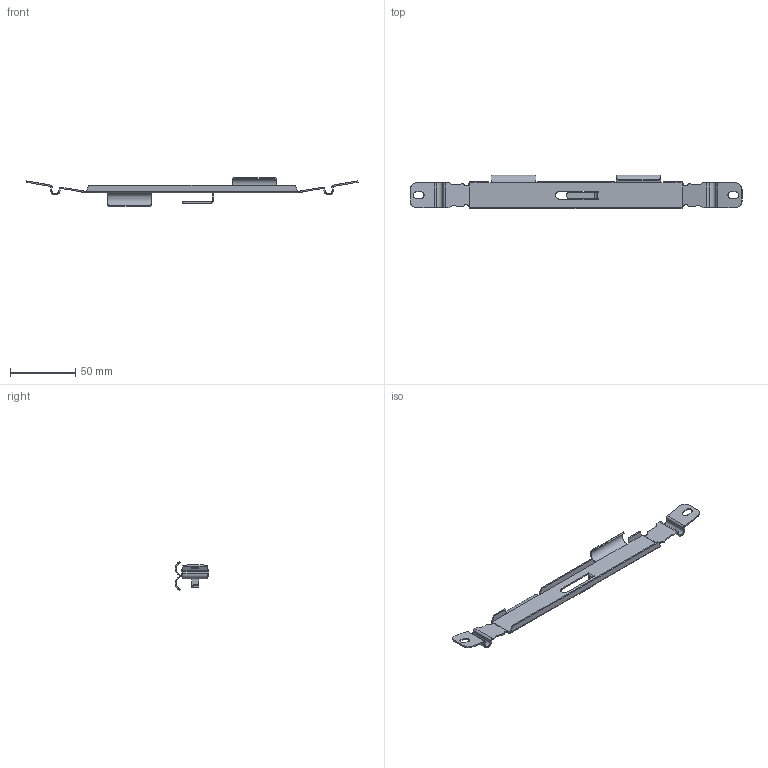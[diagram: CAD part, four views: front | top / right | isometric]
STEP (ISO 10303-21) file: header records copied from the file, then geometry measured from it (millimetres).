
FILE_DESCRIPTION (( 'STEP AP214' ), '1' );
FILE_NAME ('LC-SPL_3D.step', '2023-05-09T16:29:46', ( '' ), ( '' ), 'SwSTEP 2.0', 'SolidWorks 2022', '' );
FILE_SCHEMA (( 'AUTOMOTIVE_DESIGN' ));
Length unit declared in the file: millimetre
Products named in the file (1): LC-SPL_3D
Bounding box: 255 x 25.99 x 21.88 mm (x, y, z)
Volume: 7257.3 mm3; surface area: 15368.4 mm2
Topology: 1 solids, 1 shells, 144 faces, 374 edges, 232 vertices
Faces by surface type: plane 88, cylinder 56
Entity records: 4490 total; most frequent: CARTESIAN_POINT 889, DIRECTION 748, ORIENTED_EDGE 748, EDGE_CURVE 374, VECTOR 262, LINE 262, AXIS2_PLACEMENT_3D 243, VERTEX_POINT 232
